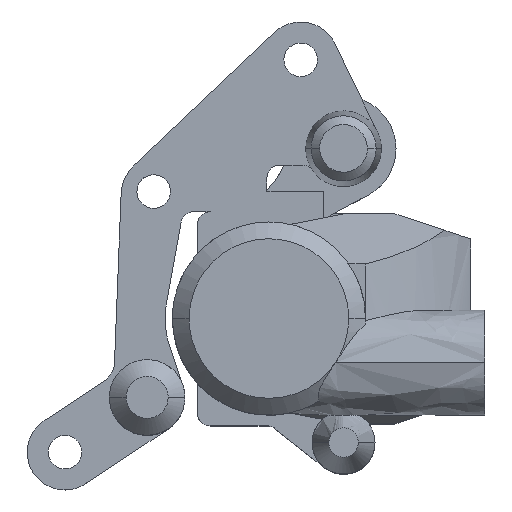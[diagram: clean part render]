
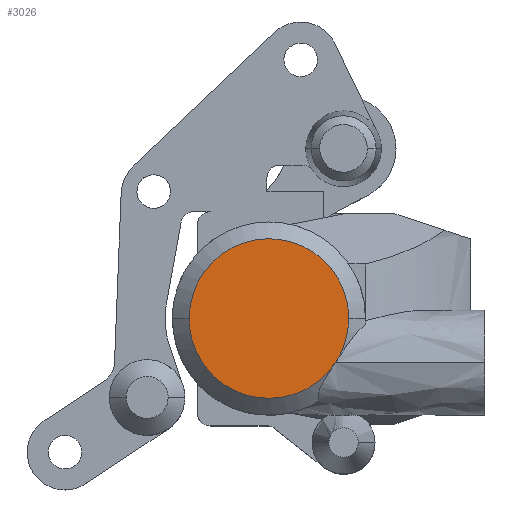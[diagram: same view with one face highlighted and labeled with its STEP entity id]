
A CAD part, top view. The second image highlights one B-rep face of the part: STEP entity #3026.
In plain terms, the highlighted free-form (B-spline) face has degree [1, 1] with [2, 2] control points.
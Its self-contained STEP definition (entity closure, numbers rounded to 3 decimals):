
#150 = VERTEX_POINT('',#151);
#151 = CARTESIAN_POINT('',(88.263,29.133,38.774
    ));
#1035 = EDGE_CURVE('',#150,#1036,#1038,.T.);
#1036 = VERTEX_POINT('',#1037);
#1037 = CARTESIAN_POINT('',(40.535,43.519,
    38.774));
#1038 = ( BOUNDED_CURVE() B_SPLINE_CURVE(2,(#1039,#1040,#1041),
.UNSPECIFIED.,.F.,.F.) B_SPLINE_CURVE_WITH_KNOTS((3,3),(0.586,
3.142),.PIECEWISE_BEZIER_KNOTS.) CURVE() 
GEOMETRIC_REPRESENTATION_ITEM() RATIONAL_B_SPLINE_CURVE((1.,
0.289,1.)) REPRESENTATION_ITEM('') );
#1039 = CARTESIAN_POINT('',(88.263,29.133,
    38.774));
#1040 = CARTESIAN_POINT('',(40.535,-42.845,
    38.774));
#1041 = CARTESIAN_POINT('',(40.535,43.519,
    38.774));
#1068 = EDGE_CURVE('',#1036,#1069,#1071,.T.);
#1069 = VERTEX_POINT('',#1070);
#1070 = CARTESIAN_POINT('',(92.599,43.519,
    38.774));
#1071 = ( BOUNDED_CURVE() B_SPLINE_CURVE(2,(#1072,#1073,#1074,#1075,
#1076),.UNSPECIFIED.,.F.,.F.) B_SPLINE_CURVE_WITH_KNOTS((3,2,3),(
    3.142,4.712,6.283),
.PIECEWISE_BEZIER_KNOTS.) CURVE() GEOMETRIC_REPRESENTATION_ITEM() 
RATIONAL_B_SPLINE_CURVE((1.,0.707,1.,0.707,1.)) 
REPRESENTATION_ITEM('') );
#1072 = CARTESIAN_POINT('',(40.535,43.519,
    38.774));
#1073 = CARTESIAN_POINT('',(40.535,69.551,
    38.774));
#1074 = CARTESIAN_POINT('',(66.567,69.551,
    38.774));
#1075 = CARTESIAN_POINT('',(92.599,69.551,
    38.774));
#1076 = CARTESIAN_POINT('',(92.599,43.519,
    38.774));
#1587 = EDGE_CURVE('',#1069,#150,#1588,.T.);
#1588 = ( BOUNDED_CURVE() B_SPLINE_CURVE(2,(#1589,#1590,#1591),
.UNSPECIFIED.,.F.,.F.) B_SPLINE_CURVE_WITH_KNOTS((3,3),(0.,
0.586),.PIECEWISE_BEZIER_KNOTS.) CURVE() 
GEOMETRIC_REPRESENTATION_ITEM() RATIONAL_B_SPLINE_CURVE((1.,
0.957,1.)) REPRESENTATION_ITEM('') );
#1589 = CARTESIAN_POINT('',(92.599,43.519,
    38.774));
#1590 = CARTESIAN_POINT('',(92.599,35.672,
    38.774));
#1591 = CARTESIAN_POINT('',(88.263,29.133,
    38.774));
#3026 = ADVANCED_FACE('',(#3027),#3032,.F.);
#3027 = FACE_BOUND('',#3028,.T.);
#3028 = EDGE_LOOP('',(#3029,#3030,#3031));
#3029 = ORIENTED_EDGE('',*,*,#1035,.F.);
#3030 = ORIENTED_EDGE('',*,*,#1587,.F.);
#3031 = ORIENTED_EDGE('',*,*,#1068,.F.);
#3032 = B_SPLINE_SURFACE_WITH_KNOTS('',1,1,(
    (#3033,#3034)
    ,(#3035,#3036
    )),.UNSPECIFIED.,.F.,.F.,.F.,(2,2),(2,2),(29.586,
    67.586),(-50.763,-12.763),
  .PIECEWISE_BEZIER_KNOTS.);
#3033 = CARTESIAN_POINT('',(40.535,69.551,
    38.774));
#3034 = CARTESIAN_POINT('',(40.535,17.487,
    38.774));
#3035 = CARTESIAN_POINT('',(92.599,69.551,
    38.774));
#3036 = CARTESIAN_POINT('',(92.599,17.487,
    38.774));
